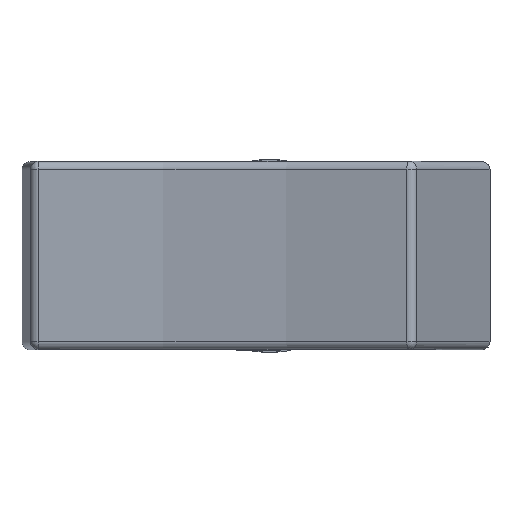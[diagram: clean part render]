
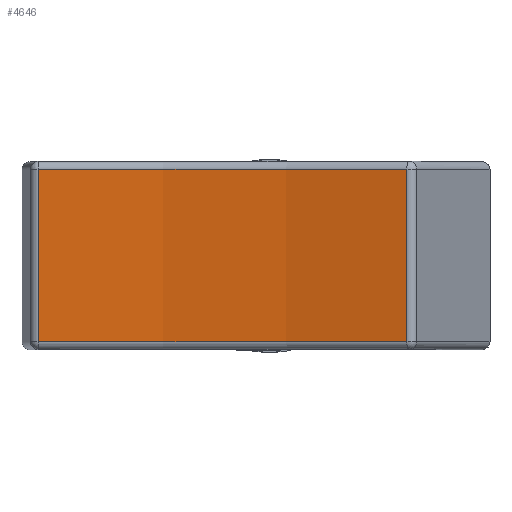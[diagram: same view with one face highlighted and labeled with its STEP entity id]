
A CAD part, top view. The second image highlights one B-rep face of the part: STEP entity #4646.
In plain terms, the highlighted cylindrical face has radius 36.671 mm (diameter 73.342 mm), a partial arc.
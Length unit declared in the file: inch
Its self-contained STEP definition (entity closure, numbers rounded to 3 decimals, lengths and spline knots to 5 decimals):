
#87=CYLINDRICAL_SURFACE('',#5065,1.44375);
#341=FACE_OUTER_BOUND('',#615,.T.);
#615=EDGE_LOOP('',(#3597,#3598,#3599,#3600));
#905=LINE('',#7891,#1358);
#908=LINE('',#7899,#1361);
#1358=VECTOR('',#5874,0.3937);
#1361=VECTOR('',#5883,0.3937);
#1806=CIRCLE('',#5048,1.44375);
#1808=CIRCLE('',#5057,1.44375);
#2035=VERTEX_POINT('',#7860);
#2039=VERTEX_POINT('',#7869);
#2041=VERTEX_POINT('',#7874);
#2045=VERTEX_POINT('',#7883);
#2589=EDGE_CURVE('',#2041,#2045,#1806,.T.);
#2592=EDGE_CURVE('',#2045,#2039,#905,.T.);
#2596=EDGE_CURVE('',#2035,#2041,#908,.T.);
#2601=EDGE_CURVE('',#2039,#2035,#1808,.T.);
#3597=ORIENTED_EDGE('',*,*,#2589,.F.);
#3598=ORIENTED_EDGE('',*,*,#2596,.F.);
#3599=ORIENTED_EDGE('',*,*,#2601,.F.);
#3600=ORIENTED_EDGE('',*,*,#2592,.F.);
#4646=ADVANCED_FACE('',(#341),#87,.F.);
#5048=AXIS2_PLACEMENT_3D('',#7887,#5867,#5868);
#5057=AXIS2_PLACEMENT_3D('',#7908,#5893,#5894);
#5065=AXIS2_PLACEMENT_3D('',#7936,#5920,#5921);
#5867=DIRECTION('center_axis',(0.,1.,0.));
#5868=DIRECTION('ref_axis',(0.165,0.,-0.986));
#5874=DIRECTION('',(0.,1.,0.));
#5883=DIRECTION('',(0.,-1.,0.));
#5893=DIRECTION('center_axis',(0.,-1.,0.));
#5894=DIRECTION('ref_axis',(0.165,0.,-0.986));
#5920=DIRECTION('center_axis',(0.,1.,0.));
#5921=DIRECTION('ref_axis',(-0.325,0.,0.946));
#7860=CARTESIAN_POINT('',(0.16769,0.10512,0.73257));
#7869=CARTESIAN_POINT('',(-0.28272,0.10512,0.6572));
#7874=CARTESIAN_POINT('',(0.16769,-0.10512,0.73257));
#7883=CARTESIAN_POINT('',(-0.28272,-0.10512,0.6572));
#7887=CARTESIAN_POINT('Origin',(-0.29281,-0.10512,2.10091));
#7891=CARTESIAN_POINT('',(-0.28272,0.,0.6572));
#7899=CARTESIAN_POINT('',(0.16769,0.,0.73257));
#7908=CARTESIAN_POINT('Origin',(-0.29281,0.10512,2.10091));
#7936=CARTESIAN_POINT('Origin',(-0.29281,0.,2.10091));
